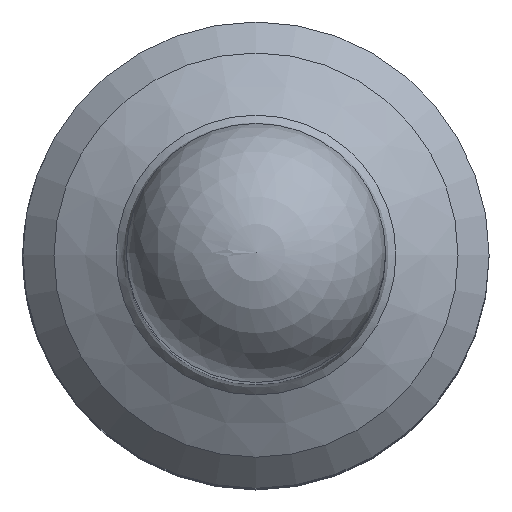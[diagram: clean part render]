
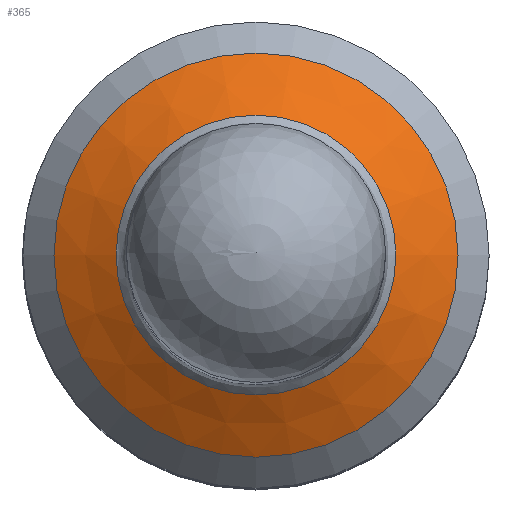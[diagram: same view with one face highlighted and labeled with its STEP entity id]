
A CAD part, top view. The second image highlights one B-rep face of the part: STEP entity #365.
In plain terms, the highlighted conical face has half-angle 60 degrees and reference radius 1.35 mm.
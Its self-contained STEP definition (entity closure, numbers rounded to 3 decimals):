
#353=CONICAL_SURFACE('',#3475,1.35,60.);
#365=ADVANCED_FACE('',(#557,#558),#353,.T.);
#557=FACE_BOUND('',#617,.T.);
#558=FACE_BOUND('',#618,.T.);
#617=EDGE_LOOP('',(#828));
#618=EDGE_LOOP('',(#829));
#828=ORIENTED_EDGE('',*,*,#1575,.F.);
#829=ORIENTED_EDGE('',*,*,#1574,.T.);
#1381=VERTEX_POINT('',#5035);
#1382=VERTEX_POINT('',#5058);
#1574=EDGE_CURVE('',#1381,#1381,#1863,.T.);
#1575=EDGE_CURVE('',#1382,#1382,#1864,.T.);
#1863=CIRCLE('',#3473,1.35);
#1864=CIRCLE('',#3474,1.95);
#3473=AXIS2_PLACEMENT_3D('',#5034,#3958,#3959);
#3474=AXIS2_PLACEMENT_3D('',#5057,#3960,#3961);
#3475=AXIS2_PLACEMENT_3D('',#5059,#3962,#3963);
#3958=DIRECTION('',(0.,0.,-1.));
#3959=DIRECTION('',(-1.,0.,0.));
#3960=DIRECTION('',(0.,0.,-1.));
#3961=DIRECTION('',(-1.,0.,0.));
#3962=DIRECTION('',(0.,0.,-1.));
#3963=DIRECTION('',(-1.,0.,0.));
#5034=CARTESIAN_POINT('',(0.,0.,2.842));
#5035=CARTESIAN_POINT('',(-1.35,0.,2.842));
#5057=CARTESIAN_POINT('',(0.,0.,2.496));
#5058=CARTESIAN_POINT('',(-1.95,0.,2.496));
#5059=CARTESIAN_POINT('',(0.,0.,2.842));
